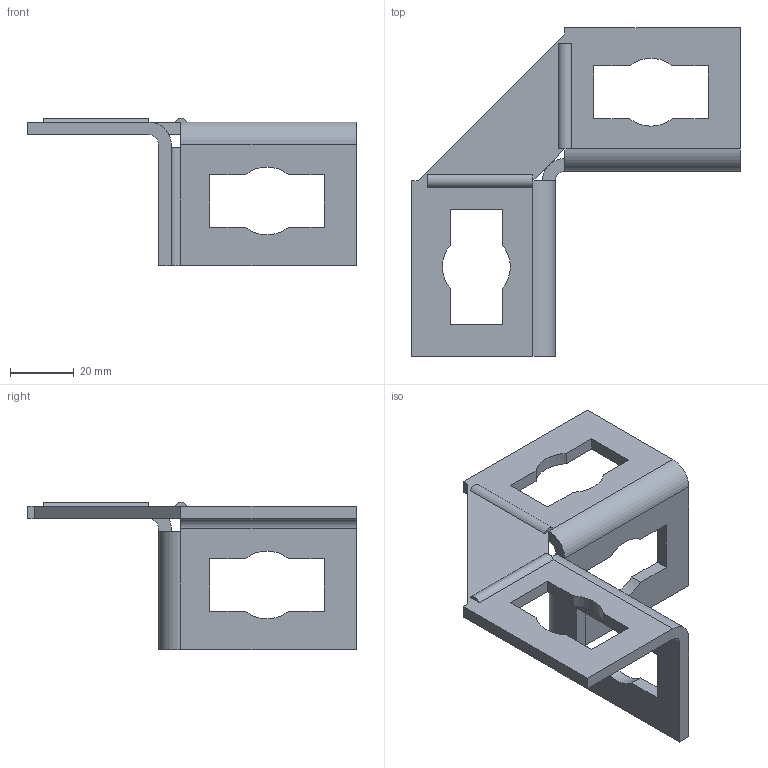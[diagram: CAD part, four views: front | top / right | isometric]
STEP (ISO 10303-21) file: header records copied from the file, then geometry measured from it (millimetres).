
FILE_DESCRIPTION((''),'2;1');
FILE_NAME('152335.stp','2013-04-10T15:39:14',('DMK009'),(''),'Autodesk Inventor 2012','Autodesk Inventor 2012','');
FILE_SCHEMA(('AUTOMOTIVE_DESIGN { 1 0 10303 214 1 1 1 1 }'));
Length unit declared in the file: millimetre
Products named in the file (1): 152335
Bounding box: 103 x 103 x 46.13 mm (x, y, z)
Volume: 32090.8 mm3; surface area: 19738.6 mm2
Topology: 1 solids, 1 shells, 62 faces, 174 edges, 112 vertices
Faces by surface type: plane 46, cylinder 16
Entity records: 2083 total; most frequent: CARTESIAN_POINT 349, ORIENTED_EDGE 348, DIRECTION 332, EDGE_CURVE 174, VECTOR 142, LINE 142, VERTEX_POINT 112, AXIS2_PLACEMENT_3D 95
